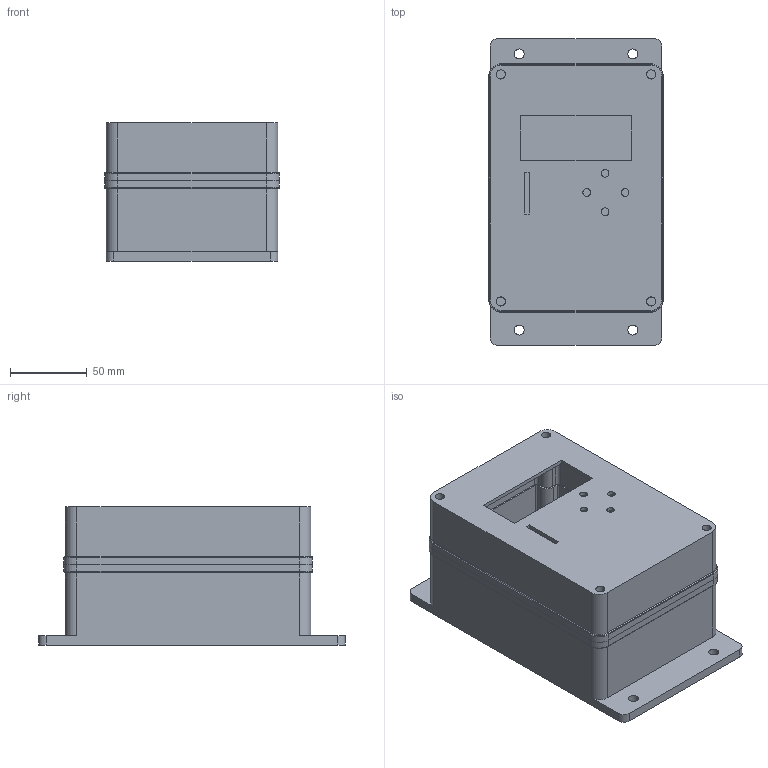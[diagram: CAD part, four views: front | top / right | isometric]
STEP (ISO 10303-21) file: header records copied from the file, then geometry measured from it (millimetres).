
FILE_DESCRIPTION (( 'STEP AP203' ), '1' );
FILE_NAME ('蚾饜极1.STEP', '2025-07-23T04:45:25', ( 'Windows User' ), ( 'P R C' ), 'SwSTEP 2.0', 'SolidWorks 2018', '' );
FILE_SCHEMA (( 'CONFIG_CONTROL_DESIGN' ));
Length unit declared in the file: millimetre
Products named in the file (1): 蚾饜极1
Bounding box: 114 x 200 x 90 mm (x, y, z)
Surface area: 147536.2 mm2 (no closed solid volume)
Topology: 0 solids, 4 shells, 137 faces, 394 edges, 260 vertices
Faces by surface type: cylinder 73, plane 48, torus 16
Entity records: 4564 total; most frequent: DIRECTION 846, CARTESIAN_POINT 792, ORIENTED_EDGE 676, EDGE_CURVE 394, AXIS2_PLACEMENT_3D 314, VERTEX_POINT 260, VECTOR 218, LINE 218
